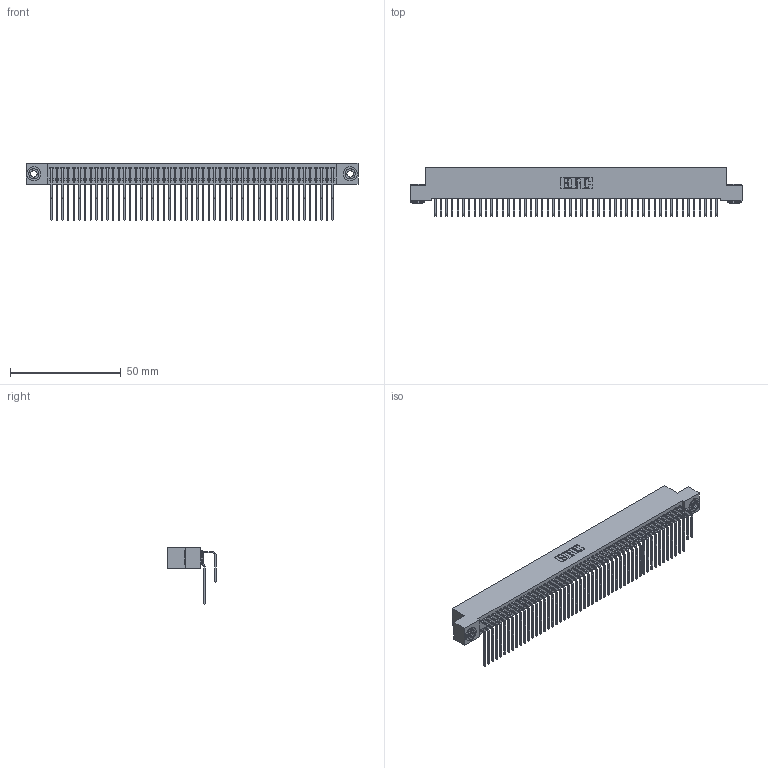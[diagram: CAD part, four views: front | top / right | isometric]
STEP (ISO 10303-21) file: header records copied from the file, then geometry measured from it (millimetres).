
FILE_DESCRIPTION (( 'STEP AP203' ), '1' );
FILE_NAME ('342-102-558-203.STEP', '2019-10-04T18:22:03', ( '' ), ( '' ), 'SwSTEP 2.0', 'SolidWorks 2016', '' );
FILE_SCHEMA (( 'CONFIG_CONTROL_DESIGN' ));
Length unit declared in the file: inch
Products named in the file (5): 342 Part_.156 TH; 345-292-001_558 559 Tail - 1; 345-292-001_558 Tail - 2; 342-250-002_345-250-002-102; 342-102-558-203
Assembly tree (105 placements, depth 2):
  342-102-558-203
    342 Part_.156 TH
    345-292-001_558 559 Tail - 1  x51
    345-292-001_558 Tail - 2  x51
    342-250-002_345-250-002-102  x2
Bounding box: 149.86 x 21.91 x 25.78 mm (x, y, z)
Volume: 14118.7 mm3; surface area: 26079.4 mm2
Topology: 105 solids, 105 shells, 5656 faces, 16797 edges, 11058 vertices
Faces by surface type: plane 3952, cylinder 1696, cone 8
Entity records: 33948 total; most frequent: CARTESIAN_POINT 5640, ORIENTED_EDGE 5518, DIRECTION 4817, EDGE_CURVE 2759, LINE 2567, VECTOR 2567, VERTEX_POINT 1834, AXIS2_PLACEMENT_3D 1125
